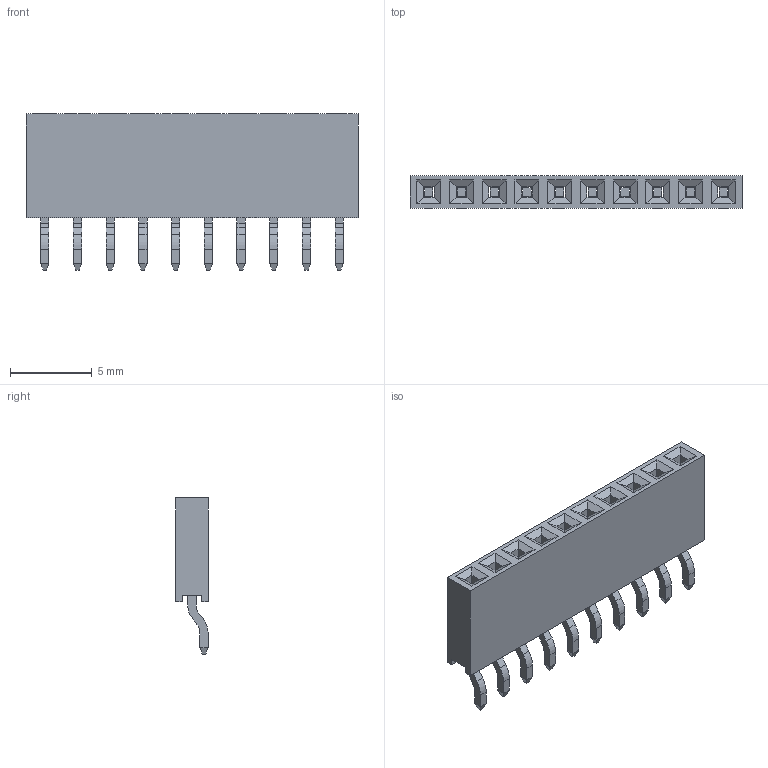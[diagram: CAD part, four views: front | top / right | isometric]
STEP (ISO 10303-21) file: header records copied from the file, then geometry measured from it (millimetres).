
FILE_DESCRIPTION(/* description */ ('STEP AP203'),/* implementation_level */ '2;1');
FILE_NAME(/* name */ 'BF088-10-A-L-D',/* time_stamp */ '2025-01-10T17:24:37+01:00',/* author */ ('License CC BY-ND 4.0'),/* organization */ ('CADENAS'),/* preprocessor_version */ 'ST-DEVELOPER v19.3',/* originating_system */ 'PARTsolutions',/* authorisation */ ' ');
FILE_SCHEMA (('CONFIG_CONTROL_DESIGN'));
Length unit declared in the file: millimetre
Products named in the file (3): BF088-10-A-L-D; BF088-10-A-L-D_H; BF088-10-A-L-D_P
Assembly tree (11 placements, depth 2):
  BF088-10-A-L-D
    BF088-10-A-L-D_H
    BF088-10-A-L-D_P  x10
Bounding box: 20.3 x 2 x 9.55 mm (x, y, z)
Volume: 232.5 mm3; surface area: 627.2 mm2
Topology: 11 solids, 11 shells, 270 faces, 664 edges, 416 vertices
Faces by surface type: plane 230, cylinder 40
Entity records: 3276 total; most frequent: CARTESIAN_POINT 552, ORIENTED_EDGE 536, DIRECTION 516, EDGE_CURVE 268, LINE 260, VECTOR 260, VERTEX_POINT 164, EDGE_LOOP 128
